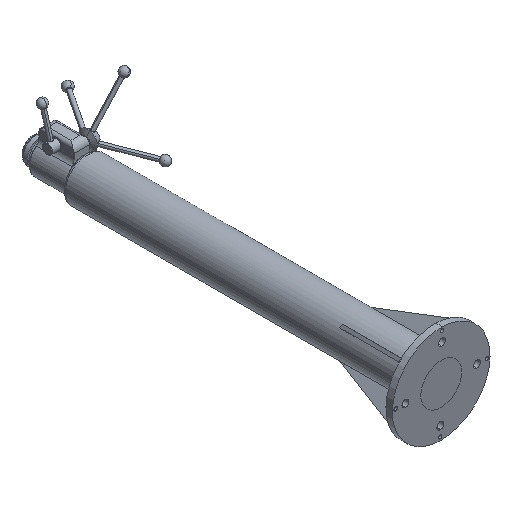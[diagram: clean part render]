
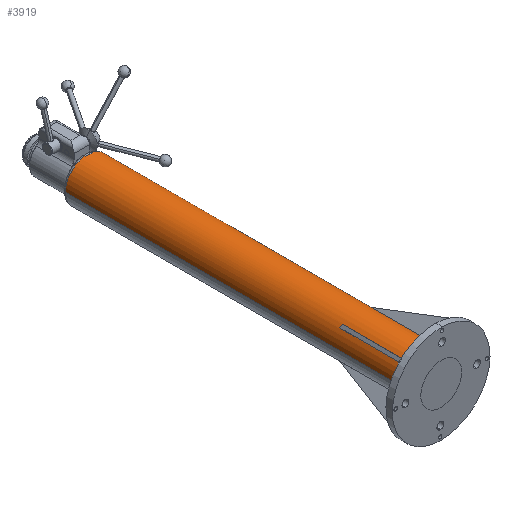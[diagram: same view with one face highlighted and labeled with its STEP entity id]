
A CAD part, isometric view. The second image highlights one B-rep face of the part: STEP entity #3919.
In plain terms, the highlighted cylindrical face has radius 85.725 mm (diameter 171.45 mm), a partial arc.
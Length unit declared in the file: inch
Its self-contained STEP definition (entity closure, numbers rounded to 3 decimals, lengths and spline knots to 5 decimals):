
#285 = EDGE_CURVE ( 'NONE', #4698, #10919, #9254, .T. ) ;
#615 = DIRECTION ( 'NONE',  ( 0., 1., 0. ) ) ;
#923 = FACE_OUTER_BOUND ( 'NONE', #4757, .T. ) ;
#1009 = LINE ( 'NONE', #12273, #11833 ) ;
#1388 = VERTEX_POINT ( 'NONE', #7487 ) ;
#1642 = ORIENTED_EDGE ( 'NONE', *, *, #11726, .T. ) ;
#1669 = CIRCLE ( 'NONE', #2088, 3.375 ) ;
#1699 = EDGE_CURVE ( 'Defeatured_8_48+Defeatured_8_38+Defeatured_8_62+Defeatured_8_62', #8681, #10290, #8849, .T. ) ;
#1892 = DIRECTION ( 'NONE',  ( 0., 0., 1. ) ) ;
#2088 = AXIS2_PLACEMENT_3D ( 'NONE', #3023, #5988, #1892 ) ;
#2122 = ORIENTED_EDGE ( 'NONE', *, *, #7342, .T. ) ;
#2199 = CIRCLE ( 'NONE', #12554, 3.375 ) ;
#2303 = ORIENTED_EDGE ( 'NONE', *, *, #3732, .T. ) ;
#2930 = LINE ( 'NONE', #13058, #10686 ) ;
#2978 = CARTESIAN_POINT ( 'NONE',  ( -0.42174, 110.78367, 223.21817 ) ) ;
#3023 = CARTESIAN_POINT ( 'NONE',  ( 0., 57.40867, 219.86962 ) ) ;
#3110 = ORIENTED_EDGE ( 'NONE', *, *, #9746, .F. ) ;
#3375 = DIRECTION ( 'NONE',  ( 1., 0., 0. ) ) ;
#3484 = CARTESIAN_POINT ( 'NONE',  ( -0.42174, 110.65867, 223.21817 ) ) ;
#3732 = EDGE_CURVE ( 'NONE', #10290, #1388, #1009, .T. ) ;
#3919 = ADVANCED_FACE ( 'Defeatured_8_48', ( #923 ), #10865, .T. ) ;
#4031 = CARTESIAN_POINT ( 'NONE',  ( 0.42026, 110.65867, 223.21836 ) ) ;
#4498 = DIRECTION ( 'NONE',  ( 0., -1., 0. ) ) ;
#4580 = VERTEX_POINT ( 'NONE', #4031 ) ;
#4698 = VERTEX_POINT ( 'NONE', #11488 ) ;
#4757 = EDGE_LOOP ( 'NONE', ( #10428, #2303, #2122, #7355, #5999, #3110, #5820, #1642 ) ) ;
#4774 = CARTESIAN_POINT ( 'NONE',  ( 0., 110.65867, 219.86962 ) ) ;
#4805 = EDGE_CURVE ( 'Defeatured_8_49+Defeatured_8_48+Defeatured_8_62+Defeatured_8_62', #7288, #4580, #2199, .T. ) ;
#5202 = DIRECTION ( 'NONE',  ( 0., -1., 0. ) ) ;
#5301 = DIRECTION ( 'NONE',  ( 0., -1., 0. ) ) ;
#5343 = CARTESIAN_POINT ( 'NONE',  ( -3.375, 110.78367, 219.86888 ) ) ;
#5646 = AXIS2_PLACEMENT_3D ( 'NONE', #12444, #4498, #3375 ) ;
#5820 = ORIENTED_EDGE ( 'NONE', *, *, #4805, .F. ) ;
#5988 = DIRECTION ( 'NONE',  ( 0., 1., 0. ) ) ;
#5999 = ORIENTED_EDGE ( 'NONE', *, *, #8265, .T. ) ;
#6033 = VECTOR ( 'NONE', #5202, 39.37008 ) ;
#6064 = CARTESIAN_POINT ( 'NONE',  ( -0.42174, 110.65867, 223.21817 ) ) ;
#6607 = CIRCLE ( 'NONE', #11279, 3.375 ) ;
#7204 = CARTESIAN_POINT ( 'NONE',  ( 3.375, 57.40867, 219.87037 ) ) ;
#7288 = VERTEX_POINT ( 'NONE', #3484 ) ;
#7342 = EDGE_CURVE ( 'Defeatured_8_48+Defeatured_8_66+Defeatured_8_66+Defeatured_8_66', #1388, #10919, #1669, .T. ) ;
#7355 = ORIENTED_EDGE ( 'NONE', *, *, #285, .F. ) ;
#7487 = CARTESIAN_POINT ( 'NONE',  ( -3.375, 57.40867, 219.86888 ) ) ;
#8080 = DIRECTION ( 'NONE',  ( 0., 1., 0. ) ) ;
#8239 = CARTESIAN_POINT ( 'NONE',  ( 0., 110.78367, 219.86962 ) ) ;
#8265 = EDGE_CURVE ( 'Defeatured_8_48+Defeatured_8_38+Defeatured_8_62+Defeatured_8_62', #4698, #9959, #6607, .T. ) ;
#8681 = VERTEX_POINT ( 'NONE', #2978 ) ;
#8716 = DIRECTION ( 'NONE',  ( -1., 0., 0. ) ) ;
#8820 = DIRECTION ( 'NONE',  ( 0., -1., 0. ) ) ;
#8849 = CIRCLE ( 'NONE', #5646, 3.375 ) ;
#8886 = DIRECTION ( 'NONE',  ( 1., 0., 0. ) ) ;
#9023 = DIRECTION ( 'NONE',  ( 0., 1., 0. ) ) ;
#9254 = LINE ( 'NONE', #11240, #6033 ) ;
#9704 = CARTESIAN_POINT ( 'NONE',  ( 0., 110.65867, 219.86962 ) ) ;
#9746 = EDGE_CURVE ( 'Defeatured_8_62+Defeatured_8_48+Defeatured_8_49+Defeatured_8_38', #4580, #9959, #2930, .T. ) ;
#9959 = VERTEX_POINT ( 'NONE', #12323 ) ;
#9993 = LINE ( 'NONE', #6064, #12468 ) ;
#10290 = VERTEX_POINT ( 'NONE', #5343 ) ;
#10339 = DIRECTION ( 'NONE',  ( 0., -1., 0. ) ) ;
#10428 = ORIENTED_EDGE ( 'NONE', *, *, #1699, .T. ) ;
#10686 = VECTOR ( 'NONE', #9023, 39.37008 ) ;
#10865 = CYLINDRICAL_SURFACE ( 'NONE', #12258, 3.375 ) ;
#10919 = VERTEX_POINT ( 'NONE', #7204 ) ;
#11240 = CARTESIAN_POINT ( 'NONE',  ( 3.375, 110.65867, 219.87037 ) ) ;
#11279 = AXIS2_PLACEMENT_3D ( 'NONE', #8239, #10339, #12130 ) ;
#11488 = CARTESIAN_POINT ( 'NONE',  ( 3.375, 110.78367, 219.87037 ) ) ;
#11726 = EDGE_CURVE ( 'Defeatured_8_48+Defeatured_8_62+Defeatured_8_49+Defeatured_8_38', #7288, #8681, #9993, .T. ) ;
#11833 = VECTOR ( 'NONE', #5301, 39.37008 ) ;
#12130 = DIRECTION ( 'NONE',  ( 1., 0., 0. ) ) ;
#12258 = AXIS2_PLACEMENT_3D ( 'NONE', #4774, #8820, #8886 ) ;
#12273 = CARTESIAN_POINT ( 'NONE',  ( -3.375, 110.65867, 219.86888 ) ) ;
#12323 = CARTESIAN_POINT ( 'NONE',  ( 0.42026, 110.78367, 223.21836 ) ) ;
#12444 = CARTESIAN_POINT ( 'NONE',  ( 0., 110.78367, 219.86962 ) ) ;
#12468 = VECTOR ( 'NONE', #8080, 39.37008 ) ;
#12554 = AXIS2_PLACEMENT_3D ( 'NONE', #9704, #615, #8716 ) ;
#13058 = CARTESIAN_POINT ( 'NONE',  ( 0.42026, 110.65867, 223.21836 ) ) ;
